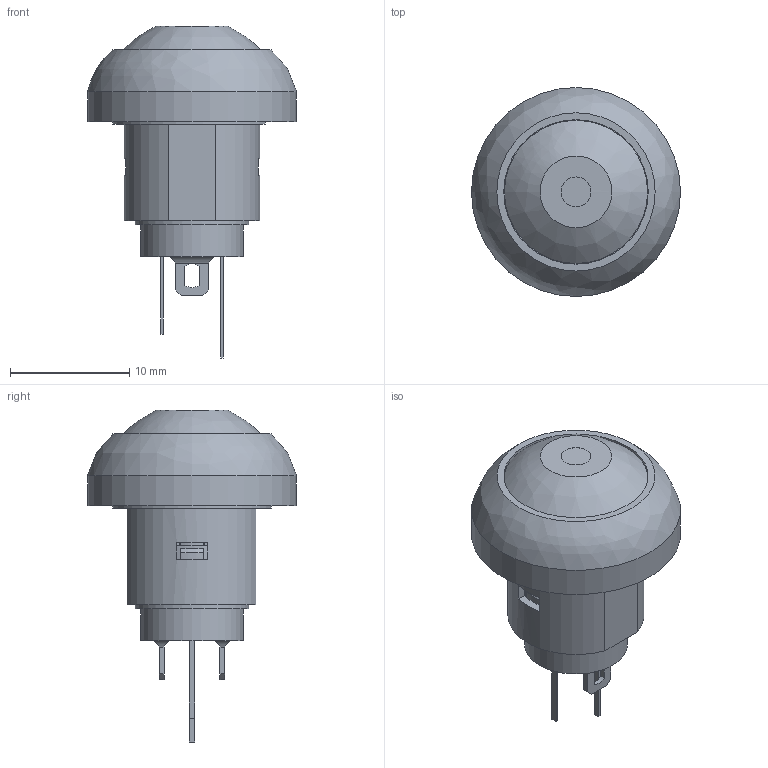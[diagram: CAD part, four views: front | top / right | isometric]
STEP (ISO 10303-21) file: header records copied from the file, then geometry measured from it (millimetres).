
FILE_DESCRIPTION(/* description */ (' '),/* implementation_level */ '2;1');
FILE_NAME(/* name */ 'RP8300B2M1CExxxxxxxxx.stp',/* time_stamp */ '2021-01-28T10:52:26-06:00',/* author */ ('mwilliams'),/* organization */ (' '),/* preprocessor_version */ 'ST-DEVELOPER v18',/* originating_system */ 'Autodesk Inventor 2020',/* authorisation */ ' ');
FILE_SCHEMA (('AUTOMOTIVE_DESIGN { 1 0 10303 214 3 1 1 }'));
Length unit declared in the file: millimetre
Products named in the file (1): RP8300B2M1CExxxxxxxxx
Bounding box: 17.5 x 17.5 x 27.81 mm (x, y, z)
Volume: 1865.1 mm3; surface area: 2805.3 mm2
Topology: 2 solids, 3 shells, 207 faces, 567 edges, 382 vertices
Faces by surface type: plane 133, cylinder 59, cone 12, bspline 3
Full cylindrical faces by diameter (mm): 2.2 x2, 2.6 x1, 4 x1, 4.95 x1, 5.6 x1, 7 x1, 7.2 x1, 7.55 x1, 8.6 x2, 9.5 x1, 10 x2, 11.6 x1, 12 x1, 12.1 x1, 13.6 x1, 17.5 x1
Entity records: 6792 total; most frequent: CARTESIAN_POINT 1267, DIRECTION 1178, ORIENTED_EDGE 1134, EDGE_CURVE 567, AXIS2_PLACEMENT_3D 422, VERTEX_POINT 382, LINE 334, VECTOR 334
